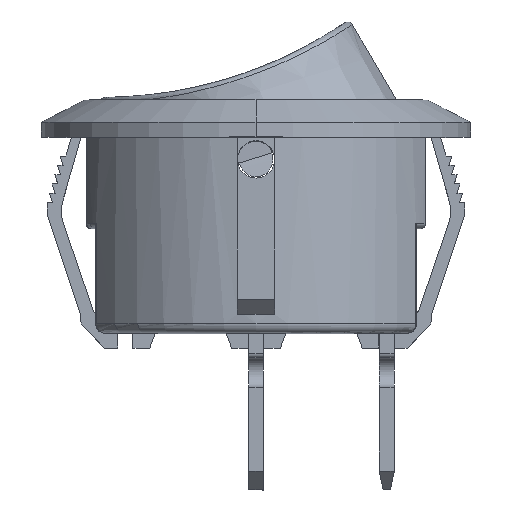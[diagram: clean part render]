
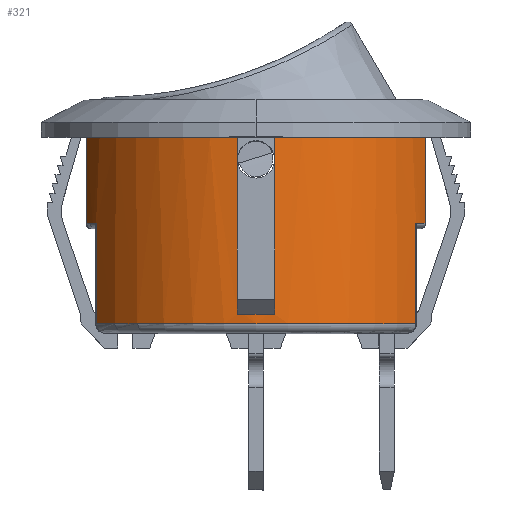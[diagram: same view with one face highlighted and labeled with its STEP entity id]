
A CAD part, top view. The second image highlights one B-rep face of the part: STEP entity #321.
In plain terms, the highlighted cylindrical face has radius 9.9 mm (diameter 19.8 mm), a partial arc.
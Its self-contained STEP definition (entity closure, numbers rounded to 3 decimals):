
#81 = VERTEX_POINT ( 'NONE', #1083 ) ;
#104 = VERTEX_POINT ( 'NONE', #542 ) ;
#116 = LINE ( 'NONE', #2162, #3371 ) ;
#126 = ORIENTED_EDGE ( 'NONE', *, *, #2588, .F. ) ;
#236 = AXIS2_PLACEMENT_3D ( 'NONE', #2148, #3739, #3710 ) ;
#288 = CYLINDRICAL_SURFACE ( 'NONE', #4181, 9.9 ) ;
#299 = LINE ( 'NONE', #2568, #1583 ) ;
#321 = ADVANCED_FACE ( 'NONE', ( #4601 ), #288, .F. ) ;
#322 = CIRCLE ( 'NONE', #4583, 9.9 ) ;
#464 = DIRECTION ( 'NONE',  ( 0., 1., 0. ) ) ;
#469 = EDGE_CURVE ( 'NONE', #5943, #1712, #2441, .T. ) ;
#483 = DIRECTION ( 'NONE',  ( 0., 1., 0. ) ) ;
#506 = ORIENTED_EDGE ( 'NONE', *, *, #4603, .F. ) ;
#529 = DIRECTION ( 'NONE',  ( 0., 0., -1. ) ) ;
#542 = CARTESIAN_POINT ( 'NONE',  ( -9.084, 12.7, 3.937 ) ) ;
#552 = DIRECTION ( 'NONE',  ( 0., -1., 0. ) ) ;
#671 = EDGE_CURVE ( 'NONE', #1494, #6007, #3929, .T. ) ;
#901 = CARTESIAN_POINT ( 'NONE',  ( 8.573, 2.7, 4.951 ) ) ;
#908 = EDGE_CURVE ( 'NONE', #1288, #2942, #5024, .T. ) ;
#966 = VECTOR ( 'NONE', #1786, 1000. ) ;
#984 = CARTESIAN_POINT ( 'NONE',  ( 0., 12.9, 0. ) ) ;
#1076 = CARTESIAN_POINT ( 'NONE',  ( 0., 12.7, 0. ) ) ;
#1083 = CARTESIAN_POINT ( 'NONE',  ( 1., 3.2, 9.849 ) ) ;
#1274 = ORIENTED_EDGE ( 'NONE', *, *, #908, .T. ) ;
#1288 = VERTEX_POINT ( 'NONE', #901 ) ;
#1494 = VERTEX_POINT ( 'NONE', #4588 ) ;
#1504 = ORIENTED_EDGE ( 'NONE', *, *, #3826, .F. ) ;
#1583 = VECTOR ( 'NONE', #6463, 1000. ) ;
#1590 = VECTOR ( 'NONE', #464, 1000. ) ;
#1712 = VERTEX_POINT ( 'NONE', #3021 ) ;
#1745 = CARTESIAN_POINT ( 'NONE',  ( 0., 3.2, 0. ) ) ;
#1786 = DIRECTION ( 'NONE',  ( 0., 1., 0. ) ) ;
#1900 = EDGE_CURVE ( 'NONE', #1712, #81, #299, .T. ) ;
#1933 = LINE ( 'NONE', #6039, #1590 ) ;
#1934 = EDGE_CURVE ( 'NONE', #5753, #3380, #7165, .T. ) ;
#1986 = ORIENTED_EDGE ( 'NONE', *, *, #6047, .F. ) ;
#2083 = CARTESIAN_POINT ( 'NONE',  ( -1., 12.7, 9.849 ) ) ;
#2148 = CARTESIAN_POINT ( 'NONE',  ( 0., 8.1, 0. ) ) ;
#2162 = CARTESIAN_POINT ( 'NONE',  ( -8.573, 12.9, 4.951 ) ) ;
#2190 = AXIS2_PLACEMENT_3D ( 'NONE', #6567, #483, #7138 ) ;
#2199 = LINE ( 'NONE', #6799, #966 ) ;
#2246 = DIRECTION ( 'NONE',  ( 0., 0., -1. ) ) ;
#2259 = CARTESIAN_POINT ( 'NONE',  ( 0., 2.7, 0. ) ) ;
#2265 = CIRCLE ( 'NONE', #4795, 9.9 ) ;
#2383 = CARTESIAN_POINT ( 'NONE',  ( 0., 3.2, 9.9 ) ) ;
#2441 = CIRCLE ( 'NONE', #3080, 9.9 ) ;
#2514 = ORIENTED_EDGE ( 'NONE', *, *, #1934, .F. ) ;
#2568 = CARTESIAN_POINT ( 'NONE',  ( 1., 12.9, 9.849 ) ) ;
#2588 = EDGE_CURVE ( 'NONE', #104, #5753, #4470, .T. ) ;
#2784 = EDGE_CURVE ( 'NONE', #5722, #5328, #3674, .T. ) ;
#2826 = DIRECTION ( 'NONE',  ( 0., -1., 0. ) ) ;
#2929 = CARTESIAN_POINT ( 'NONE',  ( -9.083, 8.1, 3.937 ) ) ;
#2942 = VERTEX_POINT ( 'NONE', #5724 ) ;
#3021 = CARTESIAN_POINT ( 'NONE',  ( 1., 12.7, 9.849 ) ) ;
#3080 = AXIS2_PLACEMENT_3D ( 'NONE', #1076, #7173, #5986 ) ;
#3117 = DIRECTION ( 'NONE',  ( 0., 0., -1. ) ) ;
#3281 = ORIENTED_EDGE ( 'NONE', *, *, #2784, .F. ) ;
#3333 = ORIENTED_EDGE ( 'NONE', *, *, #5085, .F. ) ;
#3371 = VECTOR ( 'NONE', #5542, 1000. ) ;
#3380 = VERTEX_POINT ( 'NONE', #5295 ) ;
#3674 = CIRCLE ( 'NONE', #2190, 9.9 ) ;
#3710 = DIRECTION ( 'NONE',  ( 0., 0., -1. ) ) ;
#3739 = DIRECTION ( 'NONE',  ( 0., 1., 0. ) ) ;
#3817 = AXIS2_PLACEMENT_3D ( 'NONE', #2259, #4463, #6734 ) ;
#3826 = EDGE_CURVE ( 'NONE', #1494, #104, #6550, .T. ) ;
#3929 = B_SPLINE_CURVE_WITH_KNOTS ( 'NONE', 1,
 ( #2083, #5380 ),
 .UNSPECIFIED., .F., .F.,
 ( 2, 2 ),
 ( 0., 1. ),
 .UNSPECIFIED. ) ;
#4149 = ORIENTED_EDGE ( 'NONE', *, *, #671, .T. ) ;
#4181 = AXIS2_PLACEMENT_3D ( 'NONE', #984, #4881, #3117 ) ;
#4337 = CARTESIAN_POINT ( 'NONE',  ( 0., 3.2, 0. ) ) ;
#4408 = DIRECTION ( 'NONE',  ( 0., -1., 0. ) ) ;
#4463 = DIRECTION ( 'NONE',  ( 0., -1., 0. ) ) ;
#4470 = LINE ( 'NONE', #4689, #4573 ) ;
#4551 = CARTESIAN_POINT ( 'NONE',  ( 9.083, 8.1, 3.937 ) ) ;
#4573 = VECTOR ( 'NONE', #4727, 1000. ) ;
#4583 = AXIS2_PLACEMENT_3D ( 'NONE', #1745, #2826, #2246 ) ;
#4588 = CARTESIAN_POINT ( 'NONE',  ( -1., 12.7, 9.849 ) ) ;
#4601 = FACE_OUTER_BOUND ( 'NONE', #6526, .T. ) ;
#4603 = EDGE_CURVE ( 'NONE', #1288, #5722, #2199, .T. ) ;
#4658 = VERTEX_POINT ( 'NONE', #2383 ) ;
#4689 = CARTESIAN_POINT ( 'NONE',  ( -9.084, 12.9, 3.937 ) ) ;
#4727 = DIRECTION ( 'NONE',  ( 0., -1., 0. ) ) ;
#4795 = AXIS2_PLACEMENT_3D ( 'NONE', #4337, #552, #529 ) ;
#4881 = DIRECTION ( 'NONE',  ( 0., -1., 0. ) ) ;
#4883 = AXIS2_PLACEMENT_3D ( 'NONE', #4988, #4408, #7193 ) ;
#4988 = CARTESIAN_POINT ( 'NONE',  ( 0., 12.7, 0. ) ) ;
#5024 = CIRCLE ( 'NONE', #3817, 9.9 ) ;
#5085 = EDGE_CURVE ( 'NONE', #5328, #5943, #1933, .T. ) ;
#5175 = ORIENTED_EDGE ( 'NONE', *, *, #469, .F. ) ;
#5295 = CARTESIAN_POINT ( 'NONE',  ( -8.573, 8.1, 4.951 ) ) ;
#5328 = VERTEX_POINT ( 'NONE', #4551 ) ;
#5380 = CARTESIAN_POINT ( 'NONE',  ( -1., 3.2, 9.849 ) ) ;
#5542 = DIRECTION ( 'NONE',  ( 0., -1., 0. ) ) ;
#5681 = ORIENTED_EDGE ( 'NONE', *, *, #6935, .F. ) ;
#5722 = VERTEX_POINT ( 'NONE', #6786 ) ;
#5724 = CARTESIAN_POINT ( 'NONE',  ( -8.573, 2.7, 4.951 ) ) ;
#5753 = VERTEX_POINT ( 'NONE', #2929 ) ;
#5943 = VERTEX_POINT ( 'NONE', #6983 ) ;
#5986 = DIRECTION ( 'NONE',  ( 0., 0., -1. ) ) ;
#6007 = VERTEX_POINT ( 'NONE', #6076 ) ;
#6039 = CARTESIAN_POINT ( 'NONE',  ( 9.084, 12.9, 3.937 ) ) ;
#6047 = EDGE_CURVE ( 'NONE', #4658, #6007, #322, .T. ) ;
#6076 = CARTESIAN_POINT ( 'NONE',  ( -1., 3.2, 9.849 ) ) ;
#6445 = ORIENTED_EDGE ( 'NONE', *, *, #6944, .F. ) ;
#6463 = DIRECTION ( 'NONE',  ( 0., -1., 0. ) ) ;
#6526 = EDGE_LOOP ( 'NONE', ( #3333, #3281, #506, #1274, #6445, #2514, #126, #1504, #4149, #1986, #5681, #7069, #5175 ) ) ;
#6550 = CIRCLE ( 'NONE', #4883, 9.9 ) ;
#6567 = CARTESIAN_POINT ( 'NONE',  ( 0., 8.1, 0. ) ) ;
#6734 = DIRECTION ( 'NONE',  ( 0., 0., -1. ) ) ;
#6786 = CARTESIAN_POINT ( 'NONE',  ( 8.573, 8.1, 4.951 ) ) ;
#6799 = CARTESIAN_POINT ( 'NONE',  ( 8.573, 12.9, 4.951 ) ) ;
#6935 = EDGE_CURVE ( 'NONE', #81, #4658, #2265, .T. ) ;
#6944 = EDGE_CURVE ( 'NONE', #3380, #2942, #116, .T. ) ;
#6983 = CARTESIAN_POINT ( 'NONE',  ( 9.084, 12.7, 3.937 ) ) ;
#7069 = ORIENTED_EDGE ( 'NONE', *, *, #1900, .F. ) ;
#7138 = DIRECTION ( 'NONE',  ( 0., 0., -1. ) ) ;
#7165 = CIRCLE ( 'NONE', #236, 9.9 ) ;
#7173 = DIRECTION ( 'NONE',  ( 0., -1., 0. ) ) ;
#7193 = DIRECTION ( 'NONE',  ( 0., 0., -1. ) ) ;
